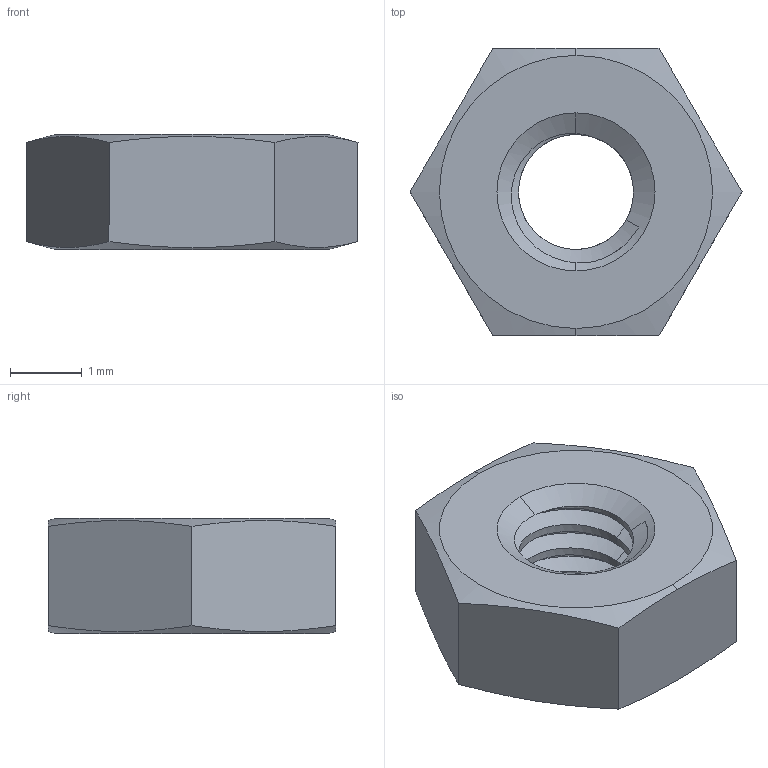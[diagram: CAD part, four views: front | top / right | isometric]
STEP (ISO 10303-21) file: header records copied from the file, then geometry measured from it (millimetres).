
FILE_DESCRIPTION (( 'STEP AP214' ), '1' );
FILE_NAME ('M2x1.6mm Hex Nut.STEP', '2020-07-23T12:29:32', ( '' ), ( '' ), 'SwSTEP 2.0', 'SolidWorks 2020', '' );
FILE_SCHEMA (( 'AUTOMOTIVE_DESIGN' ));
Length unit declared in the file: millimetre
Products named in the file (1): M2x1.6mm Hex Nut
Bounding box: 4.62 x 4 x 1.6 mm (x, y, z)
Volume: 17.9 mm3; surface area: 56.1 mm2
Topology: 1 solids, 1 shells, 36 faces, 92 edges, 58 vertices
Faces by surface type: bspline 12, cone 8, cylinder 8, plane 8
Entity records: 2032 total; most frequent: CARTESIAN_POINT 1249, ORIENTED_EDGE 184, DIRECTION 104, EDGE_CURVE 92, VERTEX_POINT 58, B_SPLINE_CURVE_WITH_KNOTS 50, EDGE_LOOP 38, AXIS2_PLACEMENT_3D 37
